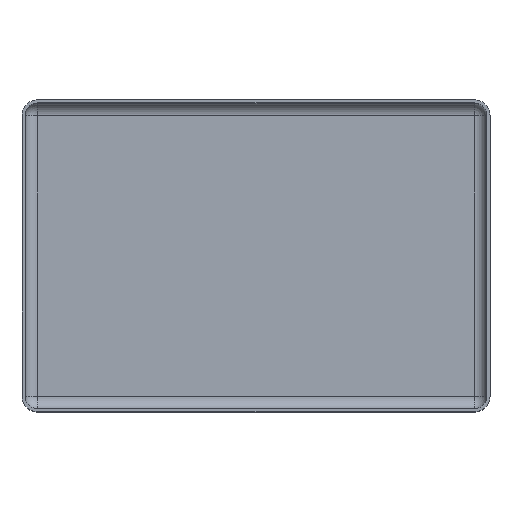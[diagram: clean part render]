
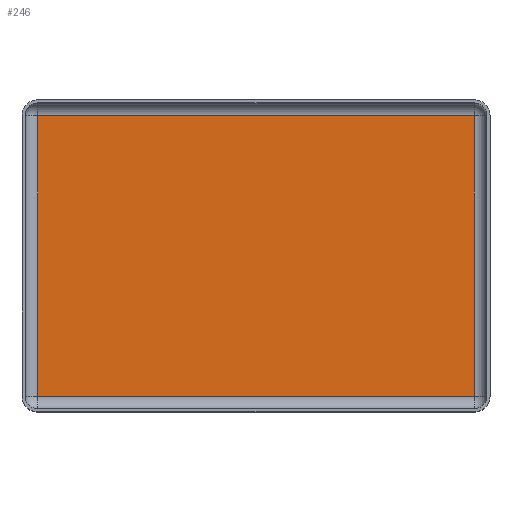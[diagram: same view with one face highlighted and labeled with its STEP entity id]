
A CAD part, top view. The second image highlights one B-rep face of the part: STEP entity #246.
In plain terms, the highlighted planar face has unit normal (0, 0, 1).
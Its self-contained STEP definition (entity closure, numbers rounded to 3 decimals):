
#11 = CARTESIAN_POINT ( 'NONE',  ( -140., -26.5, -61.5 ) ) ;
#65 = VERTEX_POINT ( 'NONE', #832 ) ;
#79 = PLANE ( 'NONE',  #487 ) ;
#92 = EDGE_CURVE ( 'NONE', #160, #65, #984, .T. ) ;
#150 = ORIENTED_EDGE ( 'NONE', *, *, #917, .F. ) ;
#160 = VERTEX_POINT ( 'NONE', #11 ) ;
#206 = CARTESIAN_POINT ( 'NONE',  ( 0., 153.5, -61.5 ) ) ;
#214 = DIRECTION ( 'NONE',  ( 0., 1., 0. ) ) ;
#219 = CARTESIAN_POINT ( 'NONE',  ( 140., 153.5, -61.5 ) ) ;
#246 = ADVANCED_FACE ( 'NONE', ( #394 ), #79, .F. ) ;
#342 = VECTOR ( 'NONE', #827, 1000. ) ;
#344 = VECTOR ( 'NONE', #939, 1000. ) ;
#383 = DIRECTION ( 'NONE',  ( 0., 1., 0. ) ) ;
#394 = FACE_OUTER_BOUND ( 'NONE', #504, .T. ) ;
#402 = ORIENTED_EDGE ( 'NONE', *, *, #872, .F. ) ;
#457 = VECTOR ( 'NONE', #804, 1000. ) ;
#487 = AXIS2_PLACEMENT_3D ( 'NONE', #775, #769, #383 ) ;
#492 = CARTESIAN_POINT ( 'NONE',  ( 140., 63.5, -61.5 ) ) ;
#504 = EDGE_LOOP ( 'NONE', ( #150, #689, #402, #622 ) ) ;
#528 = LINE ( 'NONE', #563, #344 ) ;
#563 = CARTESIAN_POINT ( 'NONE',  ( 0., -26.5, -61.5 ) ) ;
#579 = LINE ( 'NONE', #492, #457 ) ;
#622 = ORIENTED_EDGE ( 'NONE', *, *, #92, .F. ) ;
#689 = ORIENTED_EDGE ( 'NONE', *, *, #707, .F. ) ;
#707 = EDGE_CURVE ( 'NONE', #783, #805, #579, .T. ) ;
#743 = VECTOR ( 'NONE', #214, 1000. ) ;
#769 = DIRECTION ( 'NONE',  ( 0., 0., -1. ) ) ;
#775 = CARTESIAN_POINT ( 'NONE',  ( 0., 63.5, -61.5 ) ) ;
#783 = VERTEX_POINT ( 'NONE', #219 ) ;
#804 = DIRECTION ( 'NONE',  ( 0., -1., 0. ) ) ;
#805 = VERTEX_POINT ( 'NONE', #894 ) ;
#827 = DIRECTION ( 'NONE',  ( 1., 0., 0. ) ) ;
#832 = CARTESIAN_POINT ( 'NONE',  ( -140., 153.5, -61.5 ) ) ;
#836 = LINE ( 'NONE', #206, #342 ) ;
#872 = EDGE_CURVE ( 'NONE', #65, #783, #836, .T. ) ;
#894 = CARTESIAN_POINT ( 'NONE',  ( 140., -26.5, -61.5 ) ) ;
#900 = CARTESIAN_POINT ( 'NONE',  ( -140., 63.5, -61.5 ) ) ;
#917 = EDGE_CURVE ( 'NONE', #805, #160, #528, .T. ) ;
#939 = DIRECTION ( 'NONE',  ( -1., 0., 0. ) ) ;
#984 = LINE ( 'NONE', #900, #743 ) ;
